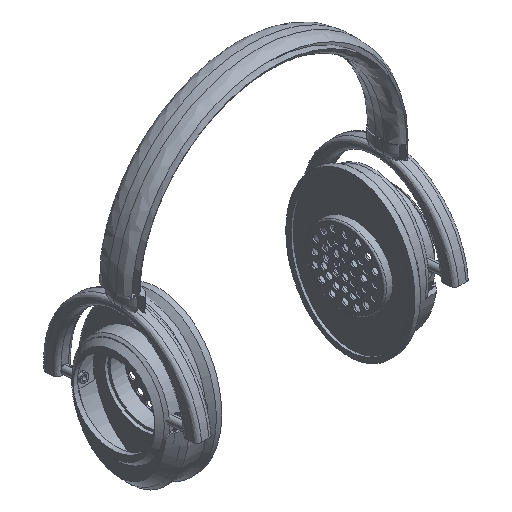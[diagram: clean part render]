
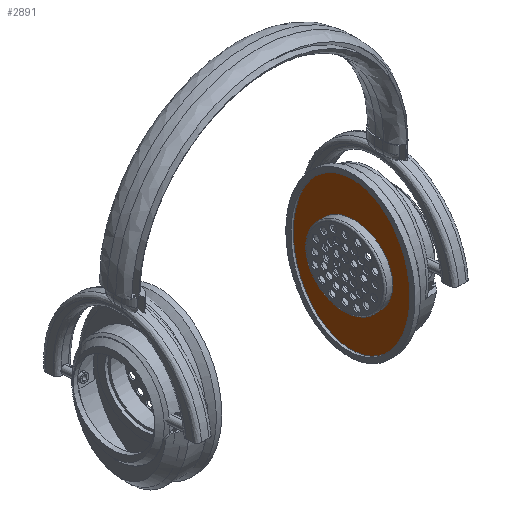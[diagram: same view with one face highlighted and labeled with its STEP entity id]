
A CAD part, isometric view. The second image highlights one B-rep face of the part: STEP entity #2891.
In plain terms, the highlighted face is planar.
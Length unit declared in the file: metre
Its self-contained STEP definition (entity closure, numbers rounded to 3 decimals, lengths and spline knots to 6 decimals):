
#62=CIRCLE('',#3123,0.023717);
#469=ELLIPSE('',#3124,0.046362,0.035249);
#681=ORIENTED_EDGE('',*,*,#1389,.F.);
#682=ORIENTED_EDGE('',*,*,#1390,.F.);
#1389=EDGE_CURVE('',#1761,#1761,#62,.T.);
#1390=EDGE_CURVE('',#1762,#1762,#469,.F.);
#1761=VERTEX_POINT('',#6586);
#1762=VERTEX_POINT('',#6588);
#2238=EDGE_LOOP('',(#681));
#2239=EDGE_LOOP('',(#682));
#2546=FACE_BOUND('',#2238,.T.);
#2547=FACE_BOUND('',#2239,.T.);
#2815=PLANE('',#3122);
#2891=ADVANCED_FACE('',(#2546,#2547),#2815,.T.);
#3122=AXIS2_PLACEMENT_3D('',#6584,#3433,#3434);
#3123=AXIS2_PLACEMENT_3D('',#6585,#3435,#3436);
#3124=AXIS2_PLACEMENT_3D('',#6587,#3437,#3438);
#3433=DIRECTION('',(0.,-1.,0.));
#3434=DIRECTION('',(1.,0.,0.));
#3435=DIRECTION('',(0.,-1.,0.));
#3436=DIRECTION('',(0.,0.,-1.));
#3437=DIRECTION('',(0.,-1.,0.));
#3438=DIRECTION('',(0.,0.,-1.));
#6584=CARTESIAN_POINT('',(0.,-0.005,0.));
#6585=CARTESIAN_POINT('',(0.,-0.005,0.));
#6586=CARTESIAN_POINT('',(0.,-0.005,-0.023717));
#6587=CARTESIAN_POINT('',(0.,-0.005,0.));
#6588=CARTESIAN_POINT('',(0.,-0.005,-0.046362));
